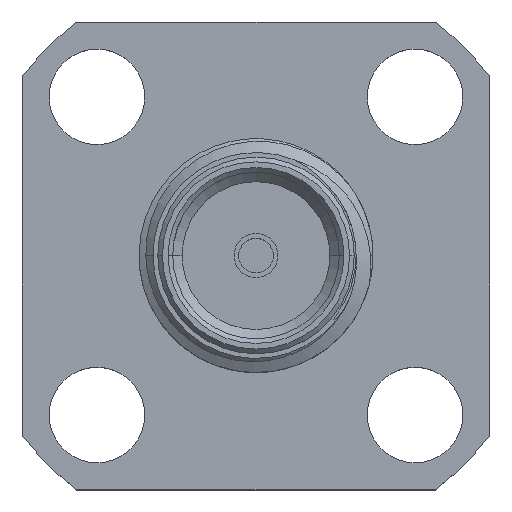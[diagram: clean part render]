
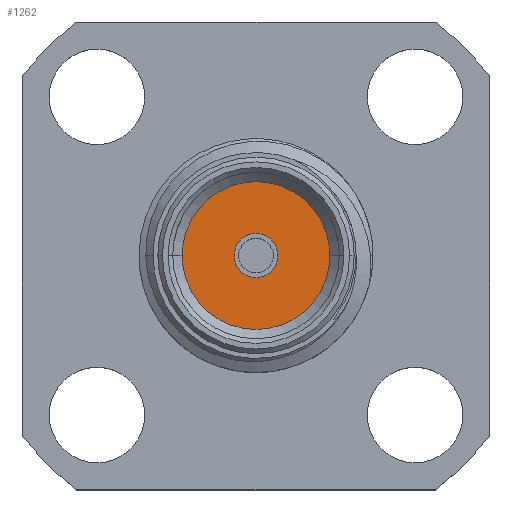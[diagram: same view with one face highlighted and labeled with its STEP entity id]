
A CAD part, top view. The second image highlights one B-rep face of the part: STEP entity #1262.
In plain terms, the highlighted planar face has unit normal (0, 0, 1).
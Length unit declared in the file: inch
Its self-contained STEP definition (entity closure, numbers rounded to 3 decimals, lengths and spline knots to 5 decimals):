
#27 = VERTEX_POINT ( 'NONE', #1845 ) ;
#251 = DIRECTION ( 'NONE',  ( 0., 0., 1. ) ) ;
#252 = FACE_BOUND ( 'NONE', #3797, .T. ) ;
#322 = ORIENTED_EDGE ( 'NONE', *, *, #426, .T. ) ;
#371 = CARTESIAN_POINT ( 'NONE',  ( 0., 0., 0.265 ) ) ;
#426 = EDGE_CURVE ( 'NONE', #27, #685, #3517, .T. ) ;
#560 = DIRECTION ( 'NONE',  ( 1., 0., 0. ) ) ;
#606 = ORIENTED_EDGE ( 'NONE', *, *, #1743, .T. ) ;
#645 = AXIS2_PLACEMENT_3D ( 'NONE', #2398, #2362, #846 ) ;
#685 = VERTEX_POINT ( 'NONE', #799 ) ;
#709 = DIRECTION ( 'NONE',  ( 1., 0., 0. ) ) ;
#791 = EDGE_LOOP ( 'NONE', ( #322, #606 ) ) ;
#799 = CARTESIAN_POINT ( 'NONE',  ( -0.079, 0., 0.265 ) ) ;
#846 = DIRECTION ( 'NONE',  ( 1., 0., 0. ) ) ;
#1091 = CARTESIAN_POINT ( 'NONE',  ( 0., 0., 0.265 ) ) ;
#1104 = DIRECTION ( 'NONE',  ( 0., 0., 1. ) ) ;
#1262 = ADVANCED_FACE ( 'NONE', ( #252, #1806 ), #3785, .T. ) ;
#1350 = EDGE_CURVE ( 'NONE', #3254, #3386, #2145, .T. ) ;
#1743 = EDGE_CURVE ( 'NONE', #685, #27, #2101, .T. ) ;
#1806 = FACE_OUTER_BOUND ( 'NONE', #791, .T. ) ;
#1840 = AXIS2_PLACEMENT_3D ( 'NONE', #2119, #251, #560 ) ;
#1845 = CARTESIAN_POINT ( 'NONE',  ( 0.079, 0., 0.265 ) ) ;
#1880 = CARTESIAN_POINT ( 'NONE',  ( 0.0235, 0., 0.265 ) ) ;
#1934 = CARTESIAN_POINT ( 'NONE',  ( -0.0235, 0., 0.265 ) ) ;
#2101 = CIRCLE ( 'NONE', #1840, 0.079 ) ;
#2119 = CARTESIAN_POINT ( 'NONE',  ( 0., 0., 0.265 ) ) ;
#2145 = CIRCLE ( 'NONE', #2931, 0.0235 ) ;
#2270 = DIRECTION ( 'NONE',  ( 0., 0., 1. ) ) ;
#2360 = DIRECTION ( 'NONE',  ( 1., 0., 0. ) ) ;
#2362 = DIRECTION ( 'NONE',  ( 0., 0., 1. ) ) ;
#2398 = CARTESIAN_POINT ( 'NONE',  ( 0., 0., 0.265 ) ) ;
#2407 = AXIS2_PLACEMENT_3D ( 'NONE', #371, #3194, #3810 ) ;
#2590 = CIRCLE ( 'NONE', #645, 0.0235 ) ;
#2740 = AXIS2_PLACEMENT_3D ( 'NONE', #1091, #1104, #2360 ) ;
#2775 = ORIENTED_EDGE ( 'NONE', *, *, #3639, .F. ) ;
#2931 = AXIS2_PLACEMENT_3D ( 'NONE', #3889, #2270, #709 ) ;
#3194 = DIRECTION ( 'NONE',  ( 0., 0., 1. ) ) ;
#3254 = VERTEX_POINT ( 'NONE', #1880 ) ;
#3349 = ORIENTED_EDGE ( 'NONE', *, *, #1350, .F. ) ;
#3386 = VERTEX_POINT ( 'NONE', #1934 ) ;
#3517 = CIRCLE ( 'NONE', #2740, 0.079 ) ;
#3639 = EDGE_CURVE ( 'NONE', #3386, #3254, #2590, .T. ) ;
#3785 = PLANE ( 'NONE',  #2407 ) ;
#3797 = EDGE_LOOP ( 'NONE', ( #3349, #2775 ) ) ;
#3810 = DIRECTION ( 'NONE',  ( 1., 0., 0. ) ) ;
#3889 = CARTESIAN_POINT ( 'NONE',  ( 0., 0., 0.265 ) ) ;
